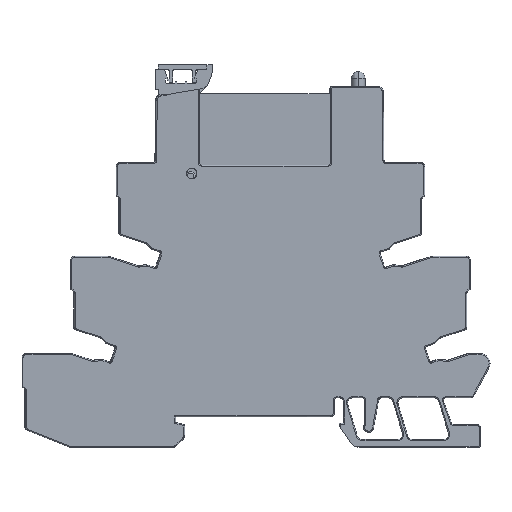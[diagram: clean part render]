
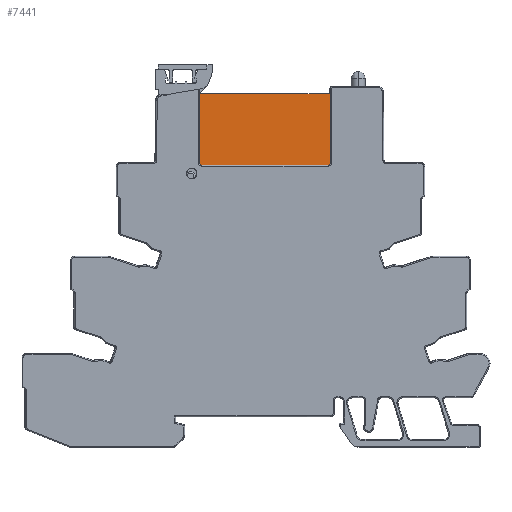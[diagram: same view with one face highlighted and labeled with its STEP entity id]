
A CAD part, top view. The second image highlights one B-rep face of the part: STEP entity #7441.
In plain terms, the highlighted planar face has unit normal (0, 0, 1).
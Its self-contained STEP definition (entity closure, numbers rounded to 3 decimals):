
#3585 = DIRECTION ( 'NONE',  ( 1., 0., 0. ) ) ;
#4817 = VERTEX_POINT ( 'NONE', #20318 ) ;
#5856 = DIRECTION ( 'NONE',  ( -1., 0., 0. ) ) ;
#7441 = ADVANCED_FACE ( 'NONE', ( #69970 ), #77323, .T. ) ;
#9426 = LINE ( 'NONE', #37737, #58426 ) ;
#11243 = CARTESIAN_POINT ( 'NONE',  ( -38.275, -15.624, 4.7 ) ) ;
#13182 = LINE ( 'NONE', #29734, #96249 ) ;
#20318 = CARTESIAN_POINT ( 'NONE',  ( -38.275, -1.004, 4.7 ) ) ;
#25359 = CARTESIAN_POINT ( 'NONE',  ( -10.325, -1.004, 4.7 ) ) ;
#27843 = DIRECTION ( 'NONE',  ( 1., 0., 0. ) ) ;
#28252 = ORIENTED_EDGE ( 'NONE', *, *, #94110, .T. ) ;
#29734 = CARTESIAN_POINT ( 'NONE',  ( -10.225, -1.004, 4.7 ) ) ;
#31716 = AXIS2_PLACEMENT_3D ( 'NONE', #40703, #70462, #3585 ) ;
#32575 = EDGE_CURVE ( 'NONE', #4817, #94021, #86530, .T. ) ;
#37737 = CARTESIAN_POINT ( 'NONE',  ( -10.325, -0.624, 4.7 ) ) ;
#40703 = CARTESIAN_POINT ( 'NONE',  ( -10.225, -0.624, 4.7 ) ) ;
#41497 = VERTEX_POINT ( 'NONE', #76788 ) ;
#46206 = ORIENTED_EDGE ( 'NONE', *, *, #67894, .T. ) ;
#47662 = VECTOR ( 'NONE', #85098, 1000. ) ;
#50193 = VECTOR ( 'NONE', #27843, 1000. ) ;
#53798 = DIRECTION ( 'NONE',  ( 0., 1., 0. ) ) ;
#56120 = LINE ( 'NONE', #57581, #50193 ) ;
#57581 = CARTESIAN_POINT ( 'NONE',  ( -10.225, -15.624, 4.7 ) ) ;
#58426 = VECTOR ( 'NONE', #53798, 1000. ) ;
#67894 = EDGE_CURVE ( 'NONE', #94021, #41497, #56120, .T. ) ;
#68734 = EDGE_LOOP ( 'NONE', ( #79728, #28252, #95118, #46206 ) ) ;
#69970 = FACE_OUTER_BOUND ( 'NONE', #68734, .T. ) ;
#70462 = DIRECTION ( 'NONE',  ( 0., 0., 1. ) ) ;
#76788 = CARTESIAN_POINT ( 'NONE',  ( -10.325, -15.624, 4.7 ) ) ;
#77323 = PLANE ( 'NONE',  #31716 ) ;
#77788 = CARTESIAN_POINT ( 'NONE',  ( -38.275, -0.624, 4.7 ) ) ;
#79728 = ORIENTED_EDGE ( 'NONE', *, *, #86974, .T. ) ;
#85098 = DIRECTION ( 'NONE',  ( 0., -1., 0. ) ) ;
#86530 = LINE ( 'NONE', #77788, #47662 ) ;
#86974 = EDGE_CURVE ( 'NONE', #41497, #90671, #9426, .T. ) ;
#90671 = VERTEX_POINT ( 'NONE', #25359 ) ;
#94021 = VERTEX_POINT ( 'NONE', #11243 ) ;
#94110 = EDGE_CURVE ( 'NONE', #90671, #4817, #13182, .T. ) ;
#95118 = ORIENTED_EDGE ( 'NONE', *, *, #32575, .T. ) ;
#96249 = VECTOR ( 'NONE', #5856, 1000. ) ;
